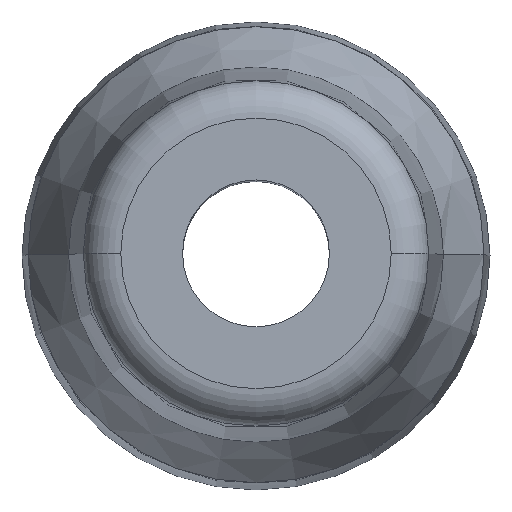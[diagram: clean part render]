
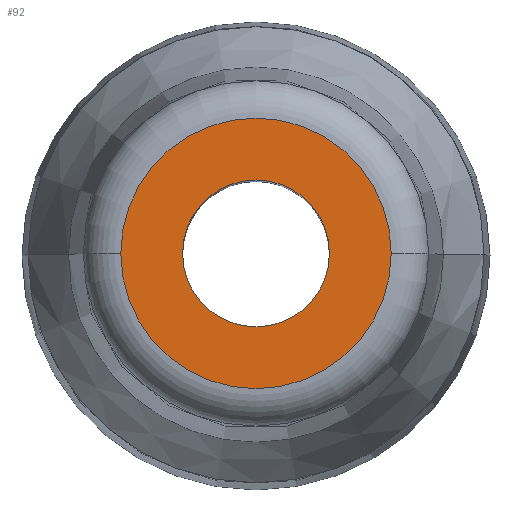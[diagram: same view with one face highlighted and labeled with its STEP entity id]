
A CAD part, top view. The second image highlights one B-rep face of the part: STEP entity #92.
In plain terms, the highlighted planar face has unit normal (0, 0, 1).
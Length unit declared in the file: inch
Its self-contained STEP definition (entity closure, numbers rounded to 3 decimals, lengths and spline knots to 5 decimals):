
#6 = CIRCLE ( 'NONE', #497, 0.21644 ) ;
#9 = DIRECTION ( 'NONE',  ( -1., 0., 0. ) ) ;
#41 = CARTESIAN_POINT ( 'NONE',  ( 0., 0., 0. ) ) ;
#47 = FACE_BOUND ( 'NONE', #356, .T. ) ;
#59 = VERTEX_POINT ( 'NONE', #645 ) ;
#88 = CARTESIAN_POINT ( 'NONE',  ( 0.1175, 0., 0. ) ) ;
#92 = ADVANCED_FACE ( 'NONE', ( #306, #47 ), #818, .F. ) ;
#94 = EDGE_LOOP ( 'NONE', ( #175, #592 ) ) ;
#102 = AXIS2_PLACEMENT_3D ( 'NONE', #372, #188, #304 ) ;
#175 = ORIENTED_EDGE ( 'NONE', *, *, #295, .T. ) ;
#178 = AXIS2_PLACEMENT_3D ( 'NONE', #510, #571, #748 ) ;
#186 = CIRCLE ( 'NONE', #646, 0.21644 ) ;
#188 = DIRECTION ( 'NONE',  ( 0., 0., 1. ) ) ;
#235 = EDGE_CURVE ( 'NONE', #59, #737, #427, .T. ) ;
#237 = DIRECTION ( 'NONE',  ( 0., 0., 1. ) ) ;
#273 = CARTESIAN_POINT ( 'NONE',  ( 0., 0., 0. ) ) ;
#295 = EDGE_CURVE ( 'NONE', #791, #633, #6, .T. ) ;
#304 = DIRECTION ( 'NONE',  ( 1., 0., 0. ) ) ;
#306 = FACE_OUTER_BOUND ( 'NONE', #94, .T. ) ;
#319 = DIRECTION ( 'NONE',  ( 0., 0., 1. ) ) ;
#325 = AXIS2_PLACEMENT_3D ( 'NONE', #273, #319, #440 ) ;
#332 = CIRCLE ( 'NONE', #102, 0.1175 ) ;
#356 = EDGE_LOOP ( 'NONE', ( #529, #673 ) ) ;
#372 = CARTESIAN_POINT ( 'NONE',  ( 0., 0., 0. ) ) ;
#427 = CIRCLE ( 'NONE', #325, 0.1175 ) ;
#440 = DIRECTION ( 'NONE',  ( 1., 0., 0. ) ) ;
#491 = DIRECTION ( 'NONE',  ( 0., 0., 1. ) ) ;
#497 = AXIS2_PLACEMENT_3D ( 'NONE', #41, #237, #617 ) ;
#510 = CARTESIAN_POINT ( 'NONE',  ( -0.275, 0., 0. ) ) ;
#522 = CARTESIAN_POINT ( 'NONE',  ( -0.21644, 0., 0. ) ) ;
#529 = ORIENTED_EDGE ( 'NONE', *, *, #537, .F. ) ;
#537 = EDGE_CURVE ( 'NONE', #737, #59, #332, .T. ) ;
#547 = CARTESIAN_POINT ( 'NONE',  ( 0.21644, 0., 0. ) ) ;
#571 = DIRECTION ( 'NONE',  ( 0., 0., -1. ) ) ;
#592 = ORIENTED_EDGE ( 'NONE', *, *, #598, .T. ) ;
#598 = EDGE_CURVE ( 'NONE', #633, #791, #186, .T. ) ;
#617 = DIRECTION ( 'NONE',  ( -1., 0., 0. ) ) ;
#633 = VERTEX_POINT ( 'NONE', #547 ) ;
#645 = CARTESIAN_POINT ( 'NONE',  ( -0.1175, 0., 0. ) ) ;
#646 = AXIS2_PLACEMENT_3D ( 'NONE', #734, #491, #9 ) ;
#673 = ORIENTED_EDGE ( 'NONE', *, *, #235, .F. ) ;
#734 = CARTESIAN_POINT ( 'NONE',  ( 0., 0., 0. ) ) ;
#737 = VERTEX_POINT ( 'NONE', #88 ) ;
#748 = DIRECTION ( 'NONE',  ( -1., 0., 0. ) ) ;
#791 = VERTEX_POINT ( 'NONE', #522 ) ;
#818 = PLANE ( 'NONE',  #178 ) ;
